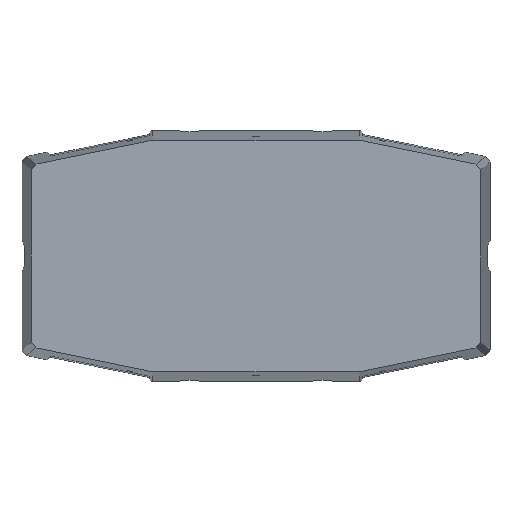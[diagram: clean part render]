
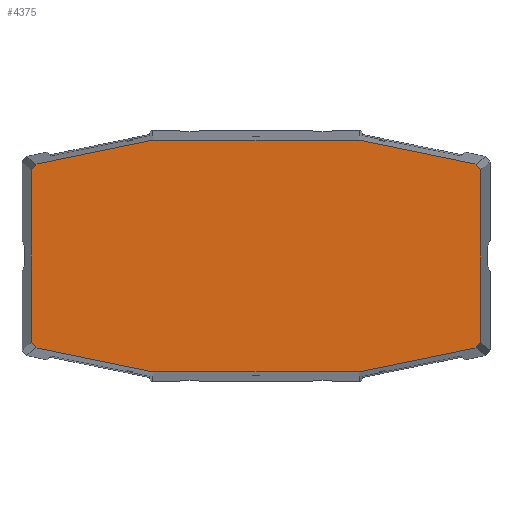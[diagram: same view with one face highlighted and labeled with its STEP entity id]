
A CAD part, front view. The second image highlights one B-rep face of the part: STEP entity #4375.
In plain terms, the highlighted face is planar.
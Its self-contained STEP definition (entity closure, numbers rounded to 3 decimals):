
#95 = ORIENTED_EDGE ( 'NONE', *, *, #1919, .T. ) ;
#198 = LINE ( 'NONE', #1620, #11772 ) ;
#468 = CARTESIAN_POINT ( 'NONE',  ( 658.919, 1000., 740. ) ) ;
#612 = DIRECTION ( 'NONE',  ( 0.98, 0., 0.201 ) ) ;
#620 = VECTOR ( 'NONE', #8180, 1000. ) ;
#757 = DIRECTION ( 'NONE',  ( 0.632, 0., 0.775 ) ) ;
#984 = EDGE_CURVE ( 'NONE', #4285, #9742, #6534, .T. ) ;
#1079 = VERTEX_POINT ( 'NONE', #6677 ) ;
#1097 = ORIENTED_EDGE ( 'NONE', *, *, #5755, .T. ) ;
#1353 = ORIENTED_EDGE ( 'NONE', *, *, #6440, .T. ) ;
#1399 = DIRECTION ( 'NONE',  ( 0., 0., 1. ) ) ;
#1444 = EDGE_CURVE ( 'NONE', #4825, #9787, #8587, .T. ) ;
#1533 = CARTESIAN_POINT ( 'NONE',  ( 658.919, 1000., -740. ) ) ;
#1620 = CARTESIAN_POINT ( 'NONE',  ( -1131.37, 1000., 923.131 ) ) ;
#1687 = LINE ( 'NONE', #8146, #5205 ) ;
#1736 = DIRECTION ( 'NONE',  ( -0.632, 0., -0.775 ) ) ;
#1771 = ORIENTED_EDGE ( 'NONE', *, *, #3783, .T. ) ;
#1897 = EDGE_LOOP ( 'NONE', ( #95, #6104, #10230, #5647, #1771, #10001, #5848, #6739, #7442, #1353, #1097, #5109 ) ) ;
#1919 = EDGE_CURVE ( 'NONE', #8393, #9758, #8871, .T. ) ;
#2004 = EDGE_CURVE ( 'NONE', #5698, #8393, #2843, .T. ) ;
#2025 = AXIS2_PLACEMENT_3D ( 'NONE', #10237, #8431, #3758 ) ;
#2107 = LINE ( 'NONE', #7843, #4155 ) ;
#2446 = CARTESIAN_POINT ( 'NONE',  ( -1435., 1000., -581.044 ) ) ;
#2454 = VERTEX_POINT ( 'NONE', #1533 ) ;
#2558 = CARTESIAN_POINT ( 'NONE',  ( -658.919, 1000., 740. ) ) ;
#2576 = CARTESIAN_POINT ( 'NONE',  ( -1435., 1000., 581.044 ) ) ;
#2614 = DIRECTION ( 'NONE',  ( 0.632, 0., -0.775 ) ) ;
#2653 = PLANE ( 'NONE',  #2025 ) ;
#2843 = LINE ( 'NONE', #5888, #8127 ) ;
#3106 = DIRECTION ( 'NONE',  ( -0.632, 0., 0.775 ) ) ;
#3110 = CARTESIAN_POINT ( 'NONE',  ( 1405.575, 1000., -587.07 ) ) ;
#3738 = VECTOR ( 'NONE', #612, 1000. ) ;
#3758 = DIRECTION ( 'NONE',  ( 0., 0., 1. ) ) ;
#3783 = EDGE_CURVE ( 'NONE', #9451, #4825, #6123, .T. ) ;
#3786 = CARTESIAN_POINT ( 'NONE',  ( -1405.575, 1000., -587.07 ) ) ;
#3971 = CARTESIAN_POINT ( 'NONE',  ( 1405.575, 1000., 587.07 ) ) ;
#4057 = VECTOR ( 'NONE', #1736, 1000. ) ;
#4155 = VECTOR ( 'NONE', #5998, 1000. ) ;
#4285 = VERTEX_POINT ( 'NONE', #10075 ) ;
#4375 = ADVANCED_FACE ( 'NONE', ( #11682 ), #2653, .T. ) ;
#4442 = DIRECTION ( 'NONE',  ( 1., 0., 0. ) ) ;
#4825 = VERTEX_POINT ( 'NONE', #3971 ) ;
#4914 = LINE ( 'NONE', #2576, #3738 ) ;
#5038 = EDGE_CURVE ( 'NONE', #8983, #11629, #4914, .T. ) ;
#5094 = CARTESIAN_POINT ( 'NONE',  ( 658.919, 1000., 740. ) ) ;
#5109 = ORIENTED_EDGE ( 'NONE', *, *, #2004, .T. ) ;
#5205 = VECTOR ( 'NONE', #10189, 1000. ) ;
#5357 = LINE ( 'NONE', #10397, #10915 ) ;
#5432 = CARTESIAN_POINT ( 'NONE',  ( -1435., 1000., -551.008 ) ) ;
#5526 = EDGE_CURVE ( 'NONE', #11629, #9451, #9300, .T. ) ;
#5647 = ORIENTED_EDGE ( 'NONE', *, *, #5526, .T. ) ;
#5698 = VERTEX_POINT ( 'NONE', #3786 ) ;
#5755 = EDGE_CURVE ( 'NONE', #1079, #5698, #5357, .T. ) ;
#5848 = ORIENTED_EDGE ( 'NONE', *, *, #10090, .T. ) ;
#5888 = CARTESIAN_POINT ( 'NONE',  ( -1131.37, 1000., -923.131 ) ) ;
#5998 = DIRECTION ( 'NONE',  ( -1., 0., 0. ) ) ;
#6100 = VECTOR ( 'NONE', #2614, 1000. ) ;
#6104 = ORIENTED_EDGE ( 'NONE', *, *, #8341, .T. ) ;
#6123 = LINE ( 'NONE', #5094, #11104 ) ;
#6384 = CARTESIAN_POINT ( 'NONE',  ( -1405.575, 1000., 587.07 ) ) ;
#6440 = EDGE_CURVE ( 'NONE', #2454, #1079, #2107, .T. ) ;
#6534 = LINE ( 'NONE', #8069, #4057 ) ;
#6677 = CARTESIAN_POINT ( 'NONE',  ( -658.919, 1000., -740. ) ) ;
#6739 = ORIENTED_EDGE ( 'NONE', *, *, #984, .T. ) ;
#7442 = ORIENTED_EDGE ( 'NONE', *, *, #7572, .T. ) ;
#7572 = EDGE_CURVE ( 'NONE', #9742, #2454, #1687, .T. ) ;
#7843 = CARTESIAN_POINT ( 'NONE',  ( 658.919, 1000., -740. ) ) ;
#8069 = CARTESIAN_POINT ( 'NONE',  ( 1131.37, 1000., -923.131 ) ) ;
#8127 = VECTOR ( 'NONE', #3106, 1000. ) ;
#8146 = CARTESIAN_POINT ( 'NONE',  ( 1435., 1000., -581.044 ) ) ;
#8180 = DIRECTION ( 'NONE',  ( 0., 0., -1. ) ) ;
#8341 = EDGE_CURVE ( 'NONE', #9758, #8983, #198, .T. ) ;
#8393 = VERTEX_POINT ( 'NONE', #5432 ) ;
#8431 = DIRECTION ( 'NONE',  ( 0., 1., 0. ) ) ;
#8587 = LINE ( 'NONE', #8958, #6100 ) ;
#8871 = LINE ( 'NONE', #2446, #9895 ) ;
#8958 = CARTESIAN_POINT ( 'NONE',  ( 1131.37, 1000., 923.131 ) ) ;
#8983 = VERTEX_POINT ( 'NONE', #6384 ) ;
#9006 = CARTESIAN_POINT ( 'NONE',  ( 1435., 1000., 581.044 ) ) ;
#9300 = LINE ( 'NONE', #2558, #11357 ) ;
#9451 = VERTEX_POINT ( 'NONE', #468 ) ;
#9532 = DIRECTION ( 'NONE',  ( -0.98, 0., 0.201 ) ) ;
#9584 = CARTESIAN_POINT ( 'NONE',  ( 1435., 1000., 551.008 ) ) ;
#9717 = LINE ( 'NONE', #9006, #620 ) ;
#9742 = VERTEX_POINT ( 'NONE', #3110 ) ;
#9758 = VERTEX_POINT ( 'NONE', #11554 ) ;
#9787 = VERTEX_POINT ( 'NONE', #9584 ) ;
#9895 = VECTOR ( 'NONE', #1399, 1000. ) ;
#10001 = ORIENTED_EDGE ( 'NONE', *, *, #1444, .T. ) ;
#10075 = CARTESIAN_POINT ( 'NONE',  ( 1435., 1000., -551.008 ) ) ;
#10090 = EDGE_CURVE ( 'NONE', #9787, #4285, #9717, .T. ) ;
#10189 = DIRECTION ( 'NONE',  ( -0.98, 0., -0.201 ) ) ;
#10230 = ORIENTED_EDGE ( 'NONE', *, *, #5038, .T. ) ;
#10237 = CARTESIAN_POINT ( 'NONE',  ( 0., 1000., 0. ) ) ;
#10397 = CARTESIAN_POINT ( 'NONE',  ( -658.919, 1000., -740. ) ) ;
#10459 = CARTESIAN_POINT ( 'NONE',  ( -658.919, 1000., 740. ) ) ;
#10829 = DIRECTION ( 'NONE',  ( 0.98, 0., -0.201 ) ) ;
#10915 = VECTOR ( 'NONE', #9532, 1000. ) ;
#11104 = VECTOR ( 'NONE', #10829, 1000. ) ;
#11357 = VECTOR ( 'NONE', #4442, 1000. ) ;
#11554 = CARTESIAN_POINT ( 'NONE',  ( -1435., 1000., 551.008 ) ) ;
#11629 = VERTEX_POINT ( 'NONE', #10459 ) ;
#11682 = FACE_OUTER_BOUND ( 'NONE', #1897, .T. ) ;
#11772 = VECTOR ( 'NONE', #757, 1000. ) ;
